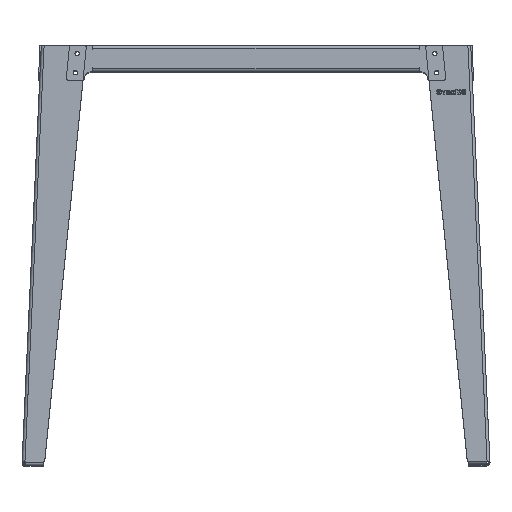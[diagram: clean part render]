
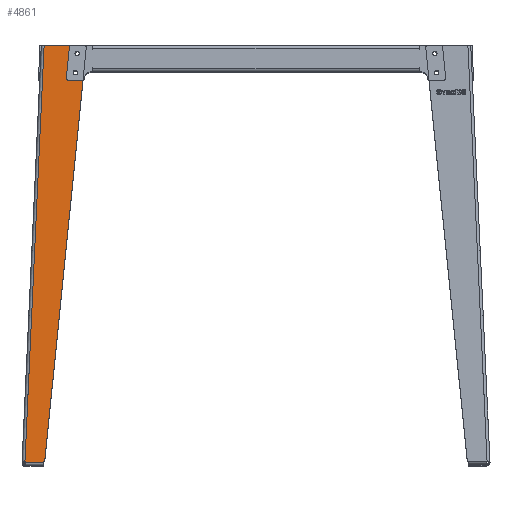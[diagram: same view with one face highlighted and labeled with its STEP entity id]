
A CAD part, top view. The second image highlights one B-rep face of the part: STEP entity #4861.
In plain terms, the highlighted planar face has unit normal (0, 0.046, 0.999).
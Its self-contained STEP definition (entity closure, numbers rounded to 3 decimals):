
#13 = ORIENTED_EDGE ( 'NONE', *, *, #1203, .T. ) ;
#23 = CARTESIAN_POINT ( 'NONE',  ( -327.925, 642.86, 332.358 ) ) ;
#46 = DIRECTION ( 'NONE',  ( 0., 0.046, 0.999 ) ) ;
#68 = CARTESIAN_POINT ( 'NONE',  ( -276.629, 630.873, 332.911 ) ) ;
#148 = CIRCLE ( 'NONE', #1662, 1. ) ;
#149 = CARTESIAN_POINT ( 'NONE',  ( -265.122, 642.86, 332.358 ) ) ;
#485 = CARTESIAN_POINT ( 'NONE',  ( -328.284, -2.497, 362.115 ) ) ;
#527 = VECTOR ( 'NONE', #3520, 1000. ) ;
#572 = EDGE_CURVE ( 'NONE', #2160, #3411, #5157, .T. ) ;
#573 = ORIENTED_EDGE ( 'NONE', *, *, #572, .T. ) ;
#658 = DIRECTION ( 'NONE',  ( 0., -0.999, 0.046 ) ) ;
#662 = ORIENTED_EDGE ( 'NONE', *, *, #2366, .T. ) ;
#816 = ORIENTED_EDGE ( 'NONE', *, *, #5068, .T. ) ;
#890 = DIRECTION ( 'NONE',  ( 0., 0.046, 0.999 ) ) ;
#898 = LINE ( 'NONE', #4485, #7692 ) ;
#964 = CARTESIAN_POINT ( 'NONE',  ( -279.627, 601.055, 334.286 ) ) ;
#1175 = LINE ( 'NONE', #6779, #527 ) ;
#1203 = EDGE_CURVE ( 'NONE', #7306, #4719, #3784, .T. ) ;
#1649 = ORIENTED_EDGE ( 'NONE', *, *, #4625, .T. ) ;
#1662 = AXIS2_PLACEMENT_3D ( 'NONE', #4089, #3338, #4686 ) ;
#1751 = VERTEX_POINT ( 'NONE', #23 ) ;
#1836 = DIRECTION ( 'NONE',  ( 0., -0.999, 0.046 ) ) ;
#1862 = ORIENTED_EDGE ( 'NONE', *, *, #6195, .T. ) ;
#1979 = CARTESIAN_POINT ( 'NONE',  ( -262.634, 640.113, 332.485 ) ) ;
#2032 = CARTESIAN_POINT ( 'NONE',  ( -276.629, 634.369, 332.75 ) ) ;
#2069 = FACE_OUTER_BOUND ( 'NONE', #6184, .T. ) ;
#2110 = CARTESIAN_POINT ( 'NONE',  ( -362., 0., 362. ) ) ;
#2127 = CARTESIAN_POINT ( 'NONE',  ( -328.284, 0., 362. ) ) ;
#2160 = VERTEX_POINT ( 'NONE', #8596 ) ;
#2227 = AXIS2_PLACEMENT_3D ( 'NONE', #4886, #890, #6291 ) ;
#2366 = EDGE_CURVE ( 'NONE', #3172, #6636, #1175, .T. ) ;
#2410 = CARTESIAN_POINT ( 'NONE',  ( -357.567, 0., 362. ) ) ;
#2541 = VERTEX_POINT ( 'NONE', #2032 ) ;
#2776 = CARTESIAN_POINT ( 'NONE',  ( -279.627, 604.551, 334.125 ) ) ;
#2845 = DIRECTION ( 'NONE',  ( 0., -0.999, 0.046 ) ) ;
#2879 = DIRECTION ( 'NONE',  ( 0., -0.999, 0.046 ) ) ;
#2950 = VECTOR ( 'NONE', #4163, 1000. ) ;
#3038 = CARTESIAN_POINT ( 'NONE',  ( -356.284, 0., 362. ) ) ;
#3172 = VERTEX_POINT ( 'NONE', #6842 ) ;
#3280 = DIRECTION ( 'NONE',  ( 0., 0.999, -0.046 ) ) ;
#3338 = DIRECTION ( 'NONE',  ( 0., 0.046, 0.999 ) ) ;
#3341 = CARTESIAN_POINT ( 'NONE',  ( -362., 0., 362. ) ) ;
#3411 = VERTEX_POINT ( 'NONE', #485 ) ;
#3520 = DIRECTION ( 'NONE',  ( 0.1, 0.994, -0.046 ) ) ;
#3617 = DIRECTION ( 'NONE',  ( 1., 0., 0. ) ) ;
#3647 = LINE ( 'NONE', #8649, #6592 ) ;
#3732 = CIRCLE ( 'NONE', #7558, 3.5 ) ;
#3745 = EDGE_LOOP ( 'NONE', ( #8113, #8543 ) ) ;
#3784 = LINE ( 'NONE', #8220, #2950 ) ;
#3793 = CARTESIAN_POINT ( 'NONE',  ( -276.629, 630.873, 332.911 ) ) ;
#3976 = CARTESIAN_POINT ( 'NONE',  ( -265.122, 640.363, 332.473 ) ) ;
#4089 = CARTESIAN_POINT ( 'NONE',  ( -327.905, 0.999, 361.954 ) ) ;
#4106 = ORIENTED_EDGE ( 'NONE', *, *, #6596, .F. ) ;
#4128 = AXIS2_PLACEMENT_3D ( 'NONE', #68, #46, #2845 ) ;
#4130 = LINE ( 'NONE', #3341, #5950 ) ;
#4163 = DIRECTION ( 'NONE',  ( 1., 0., 0. ) ) ;
#4176 = DIRECTION ( 'NONE',  ( 0., 0.046, 0.999 ) ) ;
#4213 = DIRECTION ( 'NONE',  ( 0., 0.999, -0.046 ) ) ;
#4485 = CARTESIAN_POINT ( 'NONE',  ( -362., 642.86, 332.358 ) ) ;
#4625 = EDGE_CURVE ( 'NONE', #1751, #8040, #3647, .T. ) ;
#4686 = DIRECTION ( 'NONE',  ( 0., -0.999, 0.046 ) ) ;
#4719 = VERTEX_POINT ( 'NONE', #6748 ) ;
#4758 = EDGE_CURVE ( 'NONE', #5208, #6382, #8539, .T. ) ;
#4861 = ADVANCED_FACE ( 'NONE', ( #8230, #4892, #2069 ), #6868, .T. ) ;
#4879 = DIRECTION ( 'NONE',  ( 1., 0., 0. ) ) ;
#4886 = CARTESIAN_POINT ( 'NONE',  ( -279.627, 601.055, 334.286 ) ) ;
#4892 = FACE_BOUND ( 'NONE', #3745, .T. ) ;
#5028 = ORIENTED_EDGE ( 'NONE', *, *, #7100, .F. ) ;
#5068 = EDGE_CURVE ( 'NONE', #6636, #6334, #8443, .T. ) ;
#5152 = EDGE_LOOP ( 'NONE', ( #5028, #6805 ) ) ;
#5157 = LINE ( 'NONE', #6037, #8279 ) ;
#5208 = VERTEX_POINT ( 'NONE', #2776 ) ;
#5255 = EDGE_CURVE ( 'NONE', #3411, #7306, #8221, .T. ) ;
#5372 = AXIS2_PLACEMENT_3D ( 'NONE', #3976, #7902, #658 ) ;
#5386 = CIRCLE ( 'NONE', #5431, 3.5 ) ;
#5431 = AXIS2_PLACEMENT_3D ( 'NONE', #3793, #6513, #1836 ) ;
#5460 = CARTESIAN_POINT ( 'NONE',  ( -328.284, -2.497, 362.115 ) ) ;
#5606 = VECTOR ( 'NONE', #3280, 1000. ) ;
#5657 = CARTESIAN_POINT ( 'NONE',  ( -279.627, 597.558, 334.447 ) ) ;
#5730 = EDGE_CURVE ( 'NONE', #2541, #6801, #6581, .T. ) ;
#5855 = VECTOR ( 'NONE', #4213, 1000. ) ;
#5905 = EDGE_CURVE ( 'NONE', #6382, #5208, #3732, .T. ) ;
#5909 = ORIENTED_EDGE ( 'NONE', *, *, #5255, .T. ) ;
#5950 = VECTOR ( 'NONE', #4879, 1000. ) ;
#6037 = CARTESIAN_POINT ( 'NONE',  ( -356.284, -2.497, 362.115 ) ) ;
#6184 = EDGE_LOOP ( 'NONE', ( #13, #7763, #662, #816, #7123, #1649, #1862, #4106, #573, #5909 ) ) ;
#6195 = EDGE_CURVE ( 'NONE', #8040, #7052, #4130, .T. ) ;
#6291 = DIRECTION ( 'NONE',  ( 0., -0.999, 0.046 ) ) ;
#6293 = AXIS2_PLACEMENT_3D ( 'NONE', #2110, #4176, #8206 ) ;
#6334 = VERTEX_POINT ( 'NONE', #149 ) ;
#6338 = DIRECTION ( 'NONE',  ( 0., 0.046, 0.999 ) ) ;
#6382 = VERTEX_POINT ( 'NONE', #5657 ) ;
#6513 = DIRECTION ( 'NONE',  ( 0., 0.046, 0.999 ) ) ;
#6581 = CIRCLE ( 'NONE', #4128, 3.5 ) ;
#6584 = EDGE_CURVE ( 'NONE', #1751, #6334, #898, .T. ) ;
#6592 = VECTOR ( 'NONE', #6648, 1000. ) ;
#6596 = EDGE_CURVE ( 'NONE', #2160, #7052, #7381, .T. ) ;
#6636 = VERTEX_POINT ( 'NONE', #1979 ) ;
#6648 = DIRECTION ( 'NONE',  ( -0.046, -0.998, 0.046 ) ) ;
#6748 = CARTESIAN_POINT ( 'NONE',  ( -327.905, 0., 362. ) ) ;
#6779 = CARTESIAN_POINT ( 'NONE',  ( -259.178, 674.489, 330.9 ) ) ;
#6801 = VERTEX_POINT ( 'NONE', #7006 ) ;
#6805 = ORIENTED_EDGE ( 'NONE', *, *, #5730, .F. ) ;
#6842 = CARTESIAN_POINT ( 'NONE',  ( -326.91, 0.899, 361.959 ) ) ;
#6868 = PLANE ( 'NONE',  #6293 ) ;
#7006 = CARTESIAN_POINT ( 'NONE',  ( -276.629, 627.376, 333.072 ) ) ;
#7052 = VERTEX_POINT ( 'NONE', #3038 ) ;
#7100 = EDGE_CURVE ( 'NONE', #6801, #2541, #5386, .T. ) ;
#7123 = ORIENTED_EDGE ( 'NONE', *, *, #6584, .F. ) ;
#7306 = VERTEX_POINT ( 'NONE', #2127 ) ;
#7381 = LINE ( 'NONE', #7988, #5606 ) ;
#7558 = AXIS2_PLACEMENT_3D ( 'NONE', #964, #6338, #2879 ) ;
#7692 = VECTOR ( 'NONE', #7790, 1000. ) ;
#7763 = ORIENTED_EDGE ( 'NONE', *, *, #8186, .T. ) ;
#7790 = DIRECTION ( 'NONE',  ( 1., 0., 0. ) ) ;
#7902 = DIRECTION ( 'NONE',  ( 0., 0.046, 0.999 ) ) ;
#7988 = CARTESIAN_POINT ( 'NONE',  ( -356.284, -2.497, 362.115 ) ) ;
#8040 = VERTEX_POINT ( 'NONE', #2410 ) ;
#8113 = ORIENTED_EDGE ( 'NONE', *, *, #5905, .F. ) ;
#8186 = EDGE_CURVE ( 'NONE', #4719, #3172, #148, .T. ) ;
#8206 = DIRECTION ( 'NONE',  ( 0., -0.999, 0.046 ) ) ;
#8220 = CARTESIAN_POINT ( 'NONE',  ( -362., 0., 362. ) ) ;
#8221 = LINE ( 'NONE', #5460, #5855 ) ;
#8230 = FACE_BOUND ( 'NONE', #5152, .T. ) ;
#8279 = VECTOR ( 'NONE', #3617, 1000. ) ;
#8443 = CIRCLE ( 'NONE', #5372, 2.5 ) ;
#8539 = CIRCLE ( 'NONE', #2227, 3.5 ) ;
#8543 = ORIENTED_EDGE ( 'NONE', *, *, #4758, .F. ) ;
#8596 = CARTESIAN_POINT ( 'NONE',  ( -356.284, -2.497, 362.115 ) ) ;
#8649 = CARTESIAN_POINT ( 'NONE',  ( -357.577, -0.204, 362.009 ) ) ;
